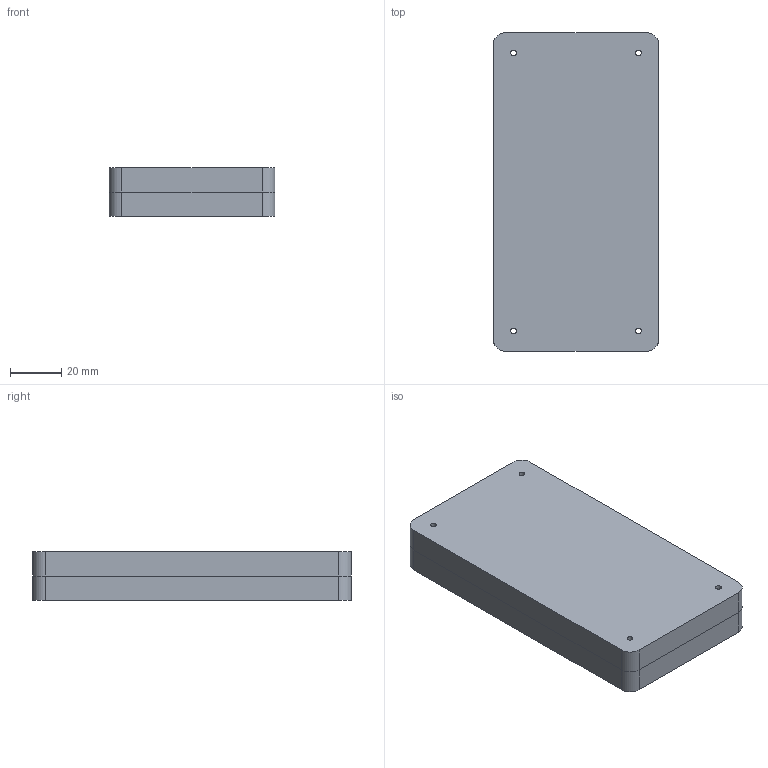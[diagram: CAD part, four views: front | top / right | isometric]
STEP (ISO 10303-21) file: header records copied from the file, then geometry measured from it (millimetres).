
FILE_DESCRIPTION(/* description */ (''),/* implementation_level */ '2;1');
FILE_NAME(/* name */ 'Harry_Diamond_DFM v4.step',/* time_stamp */ '2020-04-19T20:47:03-07:00',/* author */ (''),/* organization */ (''),/* preprocessor_version */ 'ST-DEVELOPER v18',/* originating_system */ 'Autodesk Translation Framework v8.12.0.6',/* authorisation */ '');
FILE_SCHEMA (('AUTOMOTIVE_DESIGN { 1 0 10303 214 3 1 1 }'));
Length unit declared in the file: millimetre
Products named in the file (1): Harry_Diamond_DFM
Bounding box: 65 x 125 x 19.05 mm (x, y, z)
Volume: 142275.3 mm3; surface area: 40682.8 mm2
Topology: 2 solids, 2 shells, 66 faces, 199 edges, 132 vertices
Faces by surface type: plane 35, cylinder 31
Full cylindrical faces by diameter (mm): 2.261 x10, 5.41 x1, 11.113 x2, 23.416 x2
Entity records: 2374 total; most frequent: DIRECTION 414, ORIENTED_EDGE 398, CARTESIAN_POINT 398, EDGE_CURVE 199, AXIS2_PLACEMENT_3D 148, VERTEX_POINT 132, LINE 118, VECTOR 118
